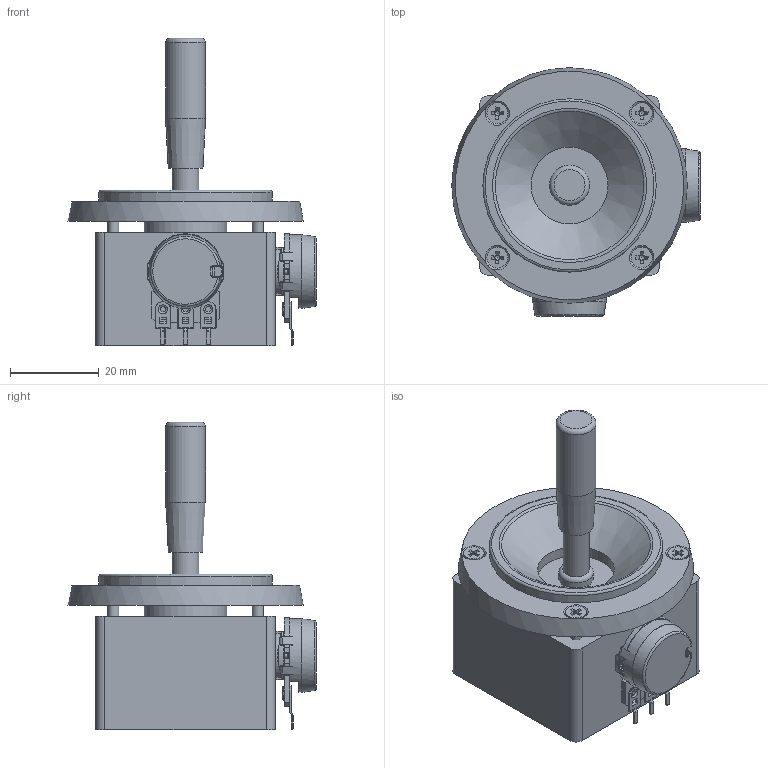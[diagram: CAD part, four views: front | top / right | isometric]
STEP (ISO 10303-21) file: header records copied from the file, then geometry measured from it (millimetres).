
FILE_DESCRIPTION((' '),'2;1');
FILE_NAME( 'Omter - 2 Axis potentiometer joystick without spring return OM200A-M2.stp', '2022-08-31T09:20:14', (' '), ('--- Datakit www.datakit.com---'), ' Datakit CrossCadWare V2022.3 Jun 15 2022', 'DATAKIT 2022 (c)', ' ');
FILE_SCHEMA(('AP242_MANAGED_MODEL_BASED_3D_ENGINEERING_MIM_LF { 1 0 10303 442 1 1 4 }'));
Length unit declared in the file: millimetre
Products named in the file (13): Omter - 2 Axis potentiometer joystick without spring return OM200A-M2--1; pcb board; base metal; rotating rod metal; pin1; sheild metal; plastic base; Mutter M7x075; Unterlegscheibe 11x7x0.5; Alpha RV16AF-20; Omter - 2 Axis potentiometer joystick without spring return OM200A-M2__; countersunk flat head cross recess screw_din; Omter - 2 Axis potentiometer joystick without spring return OM200A-M2
Assembly tree (18 placements, depth 3):
  Omter - 2 Axis potentiometer joystick without spring return OM200A-M2
    Omter - 2 Axis potentiometer joystick without spring return OM200A-M2--1
    Alpha RV16AF-20  x2
      pcb board
      base metal
      rotating rod metal
      pin1
      sheild metal
      plastic base
      Mutter M7x075
      Unterlegscheibe 11x7x0.5
    Omter - 2 Axis potentiometer joystick without spring return OM200A-M2__
    countersunk flat head cross recess screw_din  x4
Bounding box: 55.9 x 55.9 x 69.2 mm (x, y, z)
Volume: 52699.5 mm3; surface area: 23339.3 mm2
Topology: 27 solids, 27 shells, 2752 faces, 6628 edges, 3780 vertices
Faces by surface type: cylinder 879, plane 698, torus 464, bspline 442, sphere 172, cone 93, revolution 4
Full cylindrical faces by diameter (mm): 1 x8, 1.25 x6, 1.8 x12, 2 x8, 2.5 x4, 2.9 x4, 3.3 x4, 4 x4, 4.7 x4, 5 x2, 6 x5, 6.3 x2, 6.35 x2, 6.8 x14, 7 x2, 7.826 x1, 9 x1, 11 x2, 15.9 x2, 16.6 x2, 17.315 x1, 18.553 x1, 19 x1, 39 x1
Entity records: 56721 total; most frequent: CARTESIAN_POINT 33565, DIRECTION 4861, ORIENTED_EDGE 4614, EDGE_CURVE 2307, AXIS2_PLACEMENT_3D 2020, VERTEX_POINT 1400, EDGE_LOOP 1182, CIRCLE 1055
